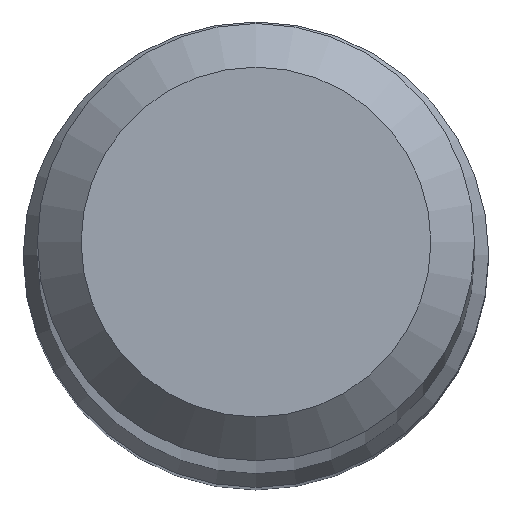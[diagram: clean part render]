
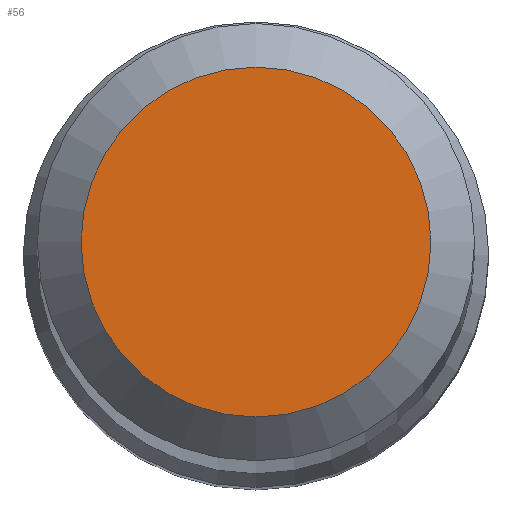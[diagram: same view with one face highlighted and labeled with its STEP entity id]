
A CAD part, top view. The second image highlights one B-rep face of the part: STEP entity #56.
In plain terms, the highlighted planar face has unit normal (0, 0, 1).
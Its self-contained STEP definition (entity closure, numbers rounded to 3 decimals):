
#32 = CARTESIAN_POINT ( 'NONE',  ( 0., 0., 80. ) ) ;
#56 = ADVANCED_FACE ( 'NONE', ( #228 ), #211, .T. ) ;
#65 = EDGE_LOOP ( 'NONE', ( #207 ) ) ;
#66 = DIRECTION ( 'NONE',  ( 0., 0., -1. ) ) ;
#71 = DIRECTION ( 'NONE',  ( 0., -1., 0. ) ) ;
#88 = DIRECTION ( 'NONE',  ( 0., 1., 0. ) ) ;
#91 = AXIS2_PLACEMENT_3D ( 'NONE', #177, #66, #88 ) ;
#126 = CIRCLE ( 'NONE', #91, 1.6 ) ;
#140 = VERTEX_POINT ( 'NONE', #209 ) ;
#143 = DIRECTION ( 'NONE',  ( 0., 0., 1. ) ) ;
#152 = AXIS2_PLACEMENT_3D ( 'NONE', #32, #143, #71 ) ;
#171 = EDGE_CURVE ( 'NONE', #140, #140, #126, .T. ) ;
#177 = CARTESIAN_POINT ( 'NONE',  ( 0., 0., 80. ) ) ;
#207 = ORIENTED_EDGE ( 'NONE', *, *, #171, .F. ) ;
#209 = CARTESIAN_POINT ( 'NONE',  ( 0., 1.6, 80. ) ) ;
#211 = PLANE ( 'NONE',  #152 ) ;
#228 = FACE_OUTER_BOUND ( 'NONE', #65, .T. ) ;
